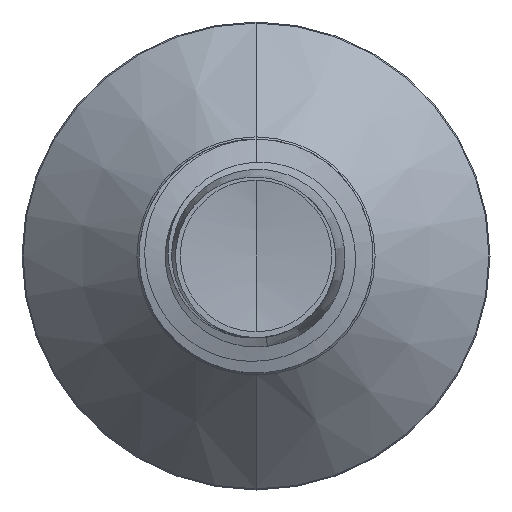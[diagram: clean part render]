
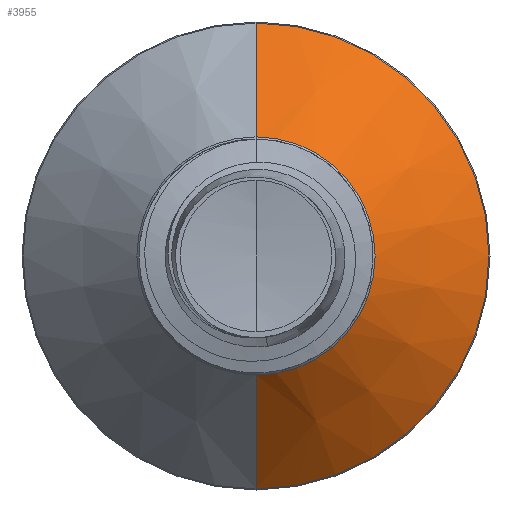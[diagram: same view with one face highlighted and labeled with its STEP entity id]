
A CAD part, front view. The second image highlights one B-rep face of the part: STEP entity #3955.
In plain terms, the highlighted conical face has half-angle 45 degrees and reference radius 1.782 mm.
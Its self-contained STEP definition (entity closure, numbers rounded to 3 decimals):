
#57 = CARTESIAN_POINT ( 'NONE',  ( 0., 4.132, 0. ) ) ;
#68 = AXIS2_PLACEMENT_3D ( 'NONE', #4228, #11754, #5339 ) ;
#1001 = DIRECTION ( 'NONE',  ( 0., 1., 0. ) ) ;
#1078 = LINE ( 'NONE', #3419, #2160 ) ;
#1210 = DIRECTION ( 'NONE',  ( 0., 0., 1. ) ) ;
#2132 = DIRECTION ( 'NONE',  ( 0., 0.707, -0.707 ) ) ;
#2160 = VECTOR ( 'NONE', #2132, 1000. ) ;
#2163 = DIRECTION ( 'NONE',  ( 0., 0., 1. ) ) ;
#2730 = EDGE_CURVE ( 'NONE', #11855, #9180, #1078, .T. ) ;
#3419 = CARTESIAN_POINT ( 'NONE',  ( 0., 4.132, -1.782 ) ) ;
#3444 = ORIENTED_EDGE ( 'NONE', *, *, #2730, .T. ) ;
#3714 = CARTESIAN_POINT ( 'NONE',  ( 0., 4.132, 1.782 ) ) ;
#3855 = EDGE_CURVE ( 'NONE', #7136, #9180, #7456, .T. ) ;
#3955 = ADVANCED_FACE ( 'NONE', ( #12507 ), #6803, .T. ) ;
#4056 = EDGE_CURVE ( 'NONE', #6490, #11855, #9999, .T. ) ;
#4228 = CARTESIAN_POINT ( 'NONE',  ( 0., 5.835, 0. ) ) ;
#5339 = DIRECTION ( 'NONE',  ( 0., 0., 1. ) ) ;
#5836 = EDGE_LOOP ( 'NONE', ( #6682, #3444, #11710, #6345 ) ) ;
#5961 = VECTOR ( 'NONE', #8916, 1000. ) ;
#6071 = AXIS2_PLACEMENT_3D ( 'NONE', #7606, #1001, #2163 ) ;
#6345 = ORIENTED_EDGE ( 'NONE', *, *, #7374, .F. ) ;
#6490 = VERTEX_POINT ( 'NONE', #3714 ) ;
#6617 = CARTESIAN_POINT ( 'NONE',  ( 0., 5.835, 3.485 ) ) ;
#6682 = ORIENTED_EDGE ( 'NONE', *, *, #4056, .T. ) ;
#6803 = CONICAL_SURFACE ( 'NONE', #6071, 1.782, 0.785 ) ;
#7136 = VERTEX_POINT ( 'NONE', #6617 ) ;
#7374 = EDGE_CURVE ( 'NONE', #6490, #7136, #8465, .T. ) ;
#7456 = CIRCLE ( 'NONE', #68, 3.485 ) ;
#7606 = CARTESIAN_POINT ( 'NONE',  ( 0., 4.132, 0. ) ) ;
#7677 = CARTESIAN_POINT ( 'NONE',  ( 0., 4.132, 1.782 ) ) ;
#7798 = DIRECTION ( 'NONE',  ( 0., 1., 0. ) ) ;
#8221 = AXIS2_PLACEMENT_3D ( 'NONE', #57, #7798, #1210 ) ;
#8465 = LINE ( 'NONE', #7677, #5961 ) ;
#8916 = DIRECTION ( 'NONE',  ( 0., 0.707, 0.707 ) ) ;
#9180 = VERTEX_POINT ( 'NONE', #12332 ) ;
#9635 = CARTESIAN_POINT ( 'NONE',  ( 0., 4.132, -1.782 ) ) ;
#9999 = CIRCLE ( 'NONE', #8221, 1.782 ) ;
#11710 = ORIENTED_EDGE ( 'NONE', *, *, #3855, .F. ) ;
#11754 = DIRECTION ( 'NONE',  ( 0., 1., 0. ) ) ;
#11855 = VERTEX_POINT ( 'NONE', #9635 ) ;
#12332 = CARTESIAN_POINT ( 'NONE',  ( 0., 5.835, -3.485 ) ) ;
#12507 = FACE_OUTER_BOUND ( 'NONE', #5836, .T. ) ;
